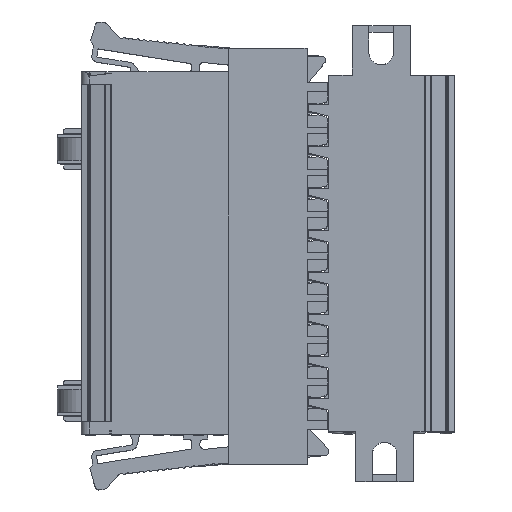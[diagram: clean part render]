
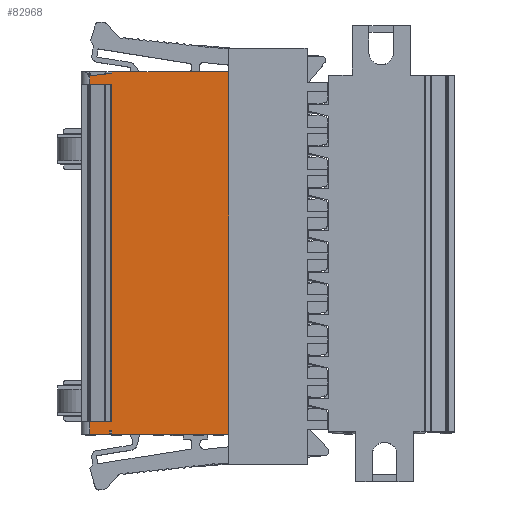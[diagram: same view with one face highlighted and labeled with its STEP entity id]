
A CAD part, top view. The second image highlights one B-rep face of the part: STEP entity #82968.
In plain terms, the highlighted planar face has unit normal (0, 0, 1).
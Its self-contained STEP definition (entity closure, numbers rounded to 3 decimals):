
#7763=ORIENTED_EDGE('',*,*,#25280,.T.);
#7764=ORIENTED_EDGE('',*,*,#25281,.F.);
#7765=ORIENTED_EDGE('',*,*,#25276,.T.);
#7766=ORIENTED_EDGE('',*,*,#25282,.T.);
#7767=ORIENTED_EDGE('',*,*,#25283,.T.);
#7768=ORIENTED_EDGE('',*,*,#22177,.T.);
#7769=ORIENTED_EDGE('',*,*,#25284,.T.);
#7770=ORIENTED_EDGE('',*,*,#21844,.F.);
#7771=ORIENTED_EDGE('',*,*,#25285,.T.);
#7772=ORIENTED_EDGE('',*,*,#21804,.T.);
#7773=ORIENTED_EDGE('',*,*,#25286,.F.);
#7774=ORIENTED_EDGE('',*,*,#25287,.F.);
#7775=ORIENTED_EDGE('',*,*,#25288,.F.);
#7776=ORIENTED_EDGE('',*,*,#25289,.F.);
#21804=EDGE_CURVE('',#30878,#30879,#36948,.T.);
#21844=EDGE_CURVE('',#30917,#30919,#36974,.T.);
#22177=EDGE_CURVE('',#31233,#31251,#37223,.T.);
#25276=EDGE_CURVE('',#33810,#33811,#39390,.T.);
#25280=EDGE_CURVE('',#33814,#33815,#39394,.T.);
#25281=EDGE_CURVE('',#33810,#33815,#39395,.T.);
#25282=EDGE_CURVE('',#33811,#33816,#39396,.T.);
#25283=EDGE_CURVE('',#33816,#31233,#39397,.T.);
#25284=EDGE_CURVE('',#31251,#30919,#39398,.T.);
#25285=EDGE_CURVE('',#30917,#30878,#39399,.T.);
#25286=EDGE_CURVE('',#33817,#30879,#39400,.T.);
#25287=EDGE_CURVE('',#33818,#33817,#39401,.T.);
#25288=EDGE_CURVE('',#33819,#33818,#39402,.T.);
#25289=EDGE_CURVE('',#33814,#33819,#39403,.T.);
#30878=VERTEX_POINT('',#105648);
#30879=VERTEX_POINT('',#105649);
#30917=VERTEX_POINT('',#105732);
#30919=VERTEX_POINT('',#105735);
#31233=VERTEX_POINT('',#106426);
#31251=VERTEX_POINT('',#106462);
#33810=VERTEX_POINT('',#117908);
#33811=VERTEX_POINT('',#117909);
#33814=VERTEX_POINT('',#117917);
#33815=VERTEX_POINT('',#117918);
#33816=VERTEX_POINT('',#117921);
#33817=VERTEX_POINT('',#117926);
#33818=VERTEX_POINT('',#117928);
#33819=VERTEX_POINT('',#117930);
#36948=LINE('',#105647,#43949);
#36974=LINE('',#105734,#43975);
#37223=LINE('',#106463,#44224);
#39390=LINE('',#117907,#46391);
#39394=LINE('',#117916,#46395);
#39395=LINE('',#117919,#46396);
#39396=LINE('',#117920,#46397);
#39397=LINE('',#117922,#46398);
#39398=LINE('',#117923,#46399);
#39399=LINE('',#117924,#46400);
#39400=LINE('',#117925,#46401);
#39401=LINE('',#117927,#46402);
#39402=LINE('',#117929,#46403);
#39403=LINE('',#117931,#46404);
#43949=VECTOR('',#90211,1000.);
#43975=VECTOR('',#90277,1000.);
#44224=VECTOR('',#90820,1000.);
#46391=VECTOR('',#94505,1000.);
#46395=VECTOR('',#94511,1000.);
#46396=VECTOR('',#94512,1000.);
#46397=VECTOR('',#94513,1000.);
#46398=VECTOR('',#94514,1000.);
#46399=VECTOR('',#94515,1000.);
#46400=VECTOR('',#94516,1000.);
#46401=VECTOR('',#94517,1000.);
#46402=VECTOR('',#94518,1000.);
#46403=VECTOR('',#94519,1000.);
#46404=VECTOR('',#94520,1000.);
#51343=EDGE_LOOP('',(#7763,#7764,#7765,#7766,#7767,#7768,#7769,#7770,#7771,
#7772,#7773,#7774,#7775,#7776));
#54763=FACE_BOUND('',#51343,.T.);
#57992=PLANE('',#86495);
#82968=ADVANCED_FACE('',(#54763),#57992,.T.);
#86495=AXIS2_PLACEMENT_3D('',#117915,#94509,#94510);
#90211=DIRECTION('',(-1.,0.,0.));
#90277=DIRECTION('',(-1.,0.,0.));
#90820=DIRECTION('',(-0.993,-0.114,0.));
#94505=DIRECTION('',(0.,1.,0.));
#94509=DIRECTION('',(0.,0.,1.));
#94510=DIRECTION('',(1.,0.,0.));
#94511=DIRECTION('',(0.,-1.,0.));
#94512=DIRECTION('',(-1.,0.,0.));
#94513=DIRECTION('',(-1.,0.,0.));
#94514=DIRECTION('',(0.,-1.,0.));
#94515=DIRECTION('',(0.,-1.,0.));
#94516=DIRECTION('',(0.,-1.,0.));
#94517=DIRECTION('',(0.,1.,0.));
#94518=DIRECTION('',(-1.,0.,0.));
#94519=DIRECTION('',(0.,-1.,0.));
#94520=DIRECTION('',(-1.,0.,0.));
#105647=CARTESIAN_POINT('',(4.775,-0.05,0.));
#105648=CARTESIAN_POINT('',(-9.39,-0.05,0.));
#105649=CARTESIAN_POINT('',(-12.075,-0.05,0.));
#105732=CARTESIAN_POINT('',(-9.39,40.857,0.));
#105734=CARTESIAN_POINT('',(4.775,40.857,0.));
#105735=CARTESIAN_POINT('',(-12.075,40.857,0.));
#106426=CARTESIAN_POINT('',(-9.39,42.178,0.));
#106462=CARTESIAN_POINT('',(-12.075,41.869,0.));
#106463=CARTESIAN_POINT('',(-7.825,42.357,0.));
#117907=CARTESIAN_POINT('',(4.775,5.08,0.));
#117908=CARTESIAN_POINT('',(4.775,-1.55,0.));
#117909=CARTESIAN_POINT('',(4.775,42.357,0.));
#117915=CARTESIAN_POINT('',(13.075,5.08,0.));
#117916=CARTESIAN_POINT('',(-9.39,42.357,0.));
#117917=CARTESIAN_POINT('',(-9.39,-1.15,0.));
#117918=CARTESIAN_POINT('',(-9.39,-1.55,0.));
#117919=CARTESIAN_POINT('',(4.775,-1.55,0.));
#117920=CARTESIAN_POINT('',(4.775,42.357,0.));
#117921=CARTESIAN_POINT('',(-9.39,42.357,0.));
#117922=CARTESIAN_POINT('',(-9.39,42.357,0.));
#117923=CARTESIAN_POINT('',(-12.075,42.357,0.));
#117924=CARTESIAN_POINT('',(-9.39,5.08,0.));
#117925=CARTESIAN_POINT('',(-12.075,-1.55,0.));
#117926=CARTESIAN_POINT('',(-12.075,-1.55,0.));
#117927=CARTESIAN_POINT('',(4.775,-1.55,0.));
#117928=CARTESIAN_POINT('',(-9.616,-1.55,0.));
#117929=CARTESIAN_POINT('',(-9.616,-1.15,0.));
#117930=CARTESIAN_POINT('',(-9.616,-1.15,0.));
#117931=CARTESIAN_POINT('',(-8.024,-1.15,0.));
